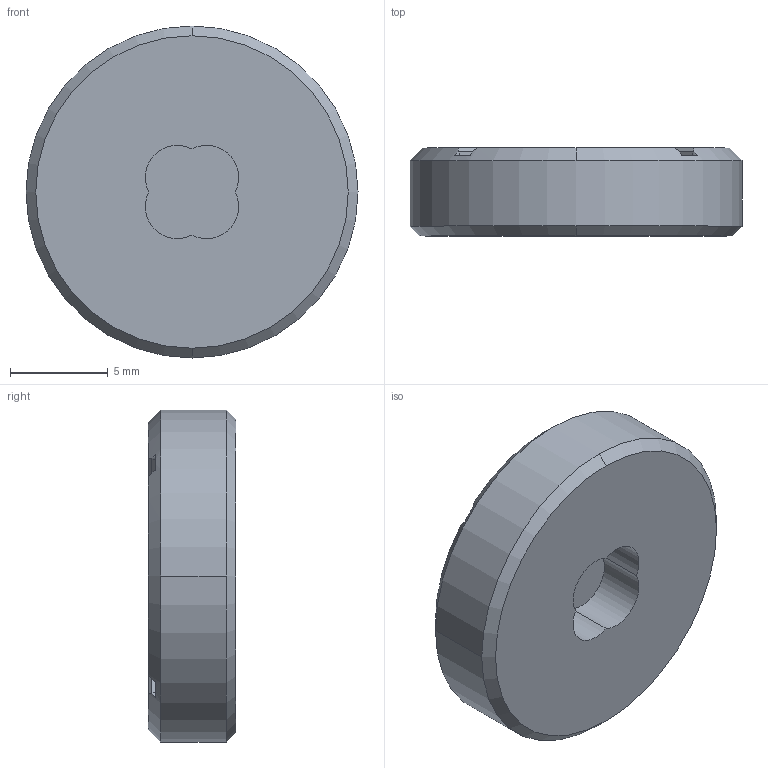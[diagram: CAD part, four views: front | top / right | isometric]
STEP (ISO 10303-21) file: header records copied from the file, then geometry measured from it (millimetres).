
FILE_DESCRIPTION (( 'STEP AP214' ), '1' );
FILE_NAME ('flatPinkyCap.STEP', '2024-08-27T16:21:57', ( '' ), ( '' ), 'SwSTEP 2.0', 'SolidWorks 2023', '' );
FILE_SCHEMA (( 'AUTOMOTIVE_DESIGN' ));
Length unit declared in the file: millimetre
Products named in the file (1): flatPinkyCap
Bounding box: 17 x 4.5 x 17 mm (x, y, z)
Volume: 911.2 mm3; surface area: 736.3 mm2
Topology: 1 solids, 1 shells, 166 faces, 418 edges, 260 vertices
Faces by surface type: cylinder 63, cone 59, plane 44
Entity records: 5041 total; most frequent: DIRECTION 928, CARTESIAN_POINT 917, ORIENTED_EDGE 836, EDGE_CURVE 418, AXIS2_PLACEMENT_3D 367, VERTEX_POINT 260, CIRCLE 200, LINE 194
